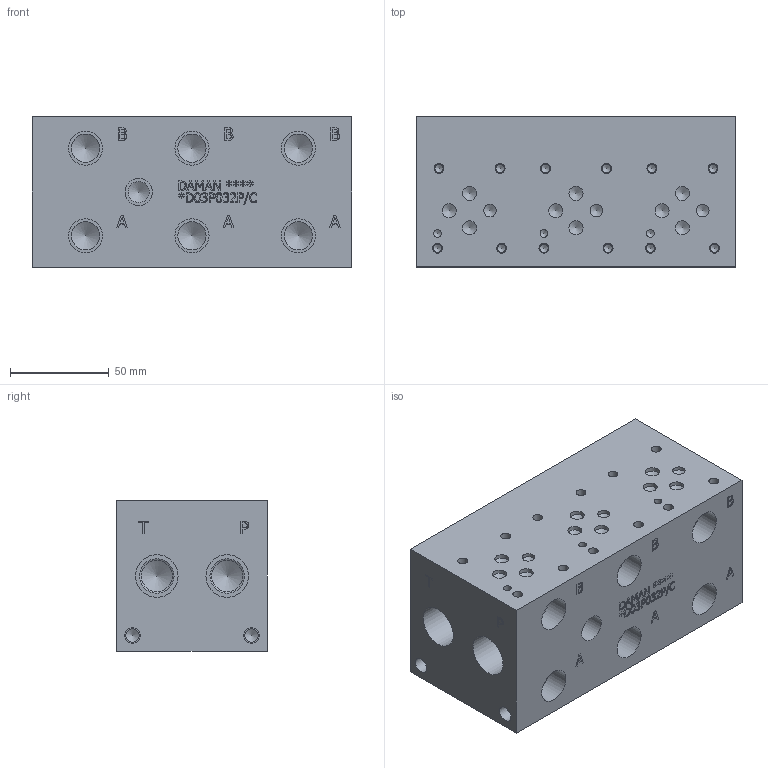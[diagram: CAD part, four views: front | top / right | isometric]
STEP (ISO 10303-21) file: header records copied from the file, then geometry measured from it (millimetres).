
FILE_DESCRIPTION(/* description */ (''),/* implementation_level */ '2;1');
FILE_NAME(/* name */ '_D03P032P_C.stp',/* time_stamp */ '2021-07-21T10:17:40-04:00',/* author */ ('anthonyv'),/* organization */ (''),/* preprocessor_version */ 'ST-DEVELOPER v18.1',/* originating_system */ 'Autodesk Inventor 2021',/* authorisation */ '');
FILE_SCHEMA (('AUTOMOTIVE_DESIGN { 1 0 10303 214 3 1 1 }'));
Length unit declared in the file: millimetre
Products named in the file (1): _D03P032P_C
Bounding box: 161.93 x 76.2 x 76.2 mm (x, y, z)
Volume: 859905.8 mm3; surface area: 81744.3 mm2
Topology: 1 solids, 1 shells, 681 faces, 1873 edges, 1272 vertices
Faces by surface type: plane 372, bspline 179, cylinder 79, cone 51
Full cylindrical faces by diameter (mm): 3.962 x3, 4.216 x12, 5.004 x12, 6.35 x3, 6.756 x4, 7.137 x9, 8.001 x4, 10.719 x1, 13.868 x1, 14.29 x1, 14.3 x6, 15.875 x4, 15.9 x1, 17.297 x6, 17.475 x4, 20.62 x1, 21.59 x4, 22.23 x1, 22.54 x1, 30.16 x1
Entity records: 22954 total; most frequent: CARTESIAN_POINT 6111, ORIENTED_EDGE 3660, DIRECTION 2765, EDGE_CURVE 1830, VERTEX_POINT 1272, LINE 1185, VECTOR 1185, EDGE_LOOP 802
